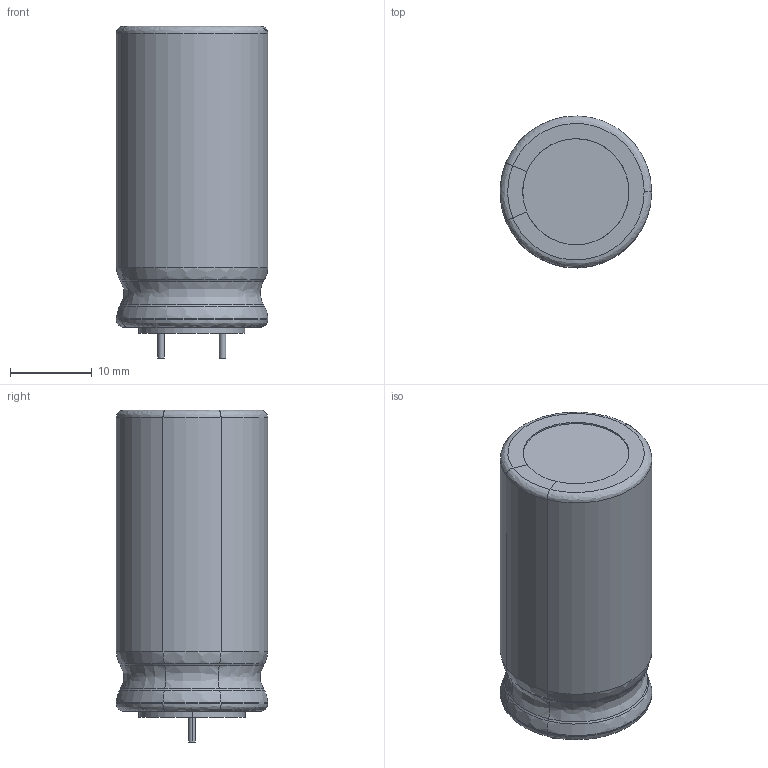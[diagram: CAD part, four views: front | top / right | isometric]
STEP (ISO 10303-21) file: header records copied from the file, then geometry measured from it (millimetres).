
FILE_DESCRIPTION (( 'STEP AP214' ), '1' );
FILE_NAME ('User Library-CapAluRadial_D180H355.STEP', '2014-01-10T10:57:02', ( 'Windows User' ), ( '' ), 'SwSTEP 2.0', 'SolidWorks 2014', '' );
FILE_SCHEMA (( 'AUTOMOTIVE_DESIGN' ));
Length unit declared in the file: centimetre
Products named in the file (6): User Library-CapAluRadial_D180H355_rubber_pad; User Library-CapAluRadial_D180H355; User Library-CapAluRadial_D180H355_lead; User Library-CapAluRadial_D180H355_shell_and_minus_2; User Library-CapAluRadial_D180H355_shell_and_minus; User Library-CapAluRadial_D180H355_can
Assembly tree (6 placements, depth 2):
  User Library-CapAluRadial_D180H355
    User Library-CapAluRadial_D180H355_rubber_pad
    User Library-CapAluRadial_D180H355_can
    User Library-CapAluRadial_D180H355_shell_and_minus
    User Library-CapAluRadial_D180H355_shell_and_minus_2
    User Library-CapAluRadial_D180H355_lead  x2
Bounding box: 18.47 x 18.49 x 40.5 mm (x, y, z)
Volume: 9775 mm3; surface area: 6318 mm2
Topology: 6 solids, 6 shells, 54 faces, 120 edges, 78 vertices
Faces by surface type: cylinder 17, plane 16, bspline 15, cone 6
Entity records: 2484 total; most frequent: CARTESIAN_POINT 630, ORIENTED_EDGE 228, DIRECTION 225, EDGE_CURVE 114, AXIS2_PLACEMENT_3D 93, VERTEX_POINT 74, UNCERTAINTY_MEASURE_WITH_UNIT 66, PRESENTATION_LAYER_ASSIGNMENT 60
